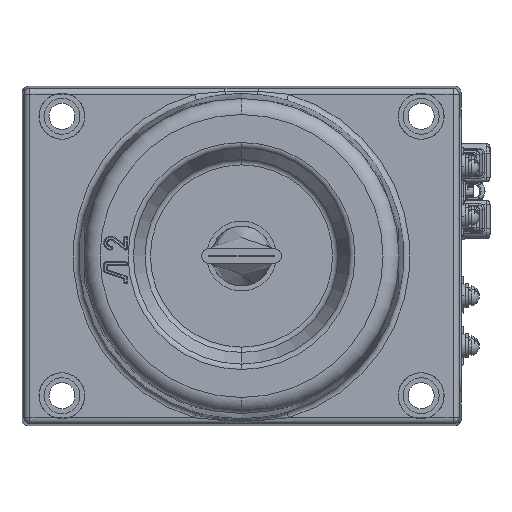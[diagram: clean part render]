
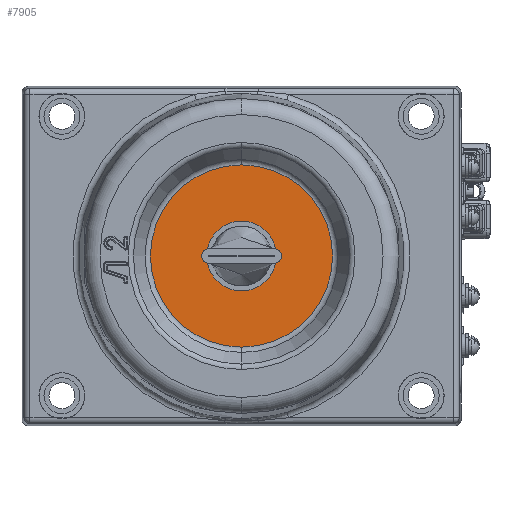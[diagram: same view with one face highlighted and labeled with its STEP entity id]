
A CAD part, left-side view. The second image highlights one B-rep face of the part: STEP entity #7905.
In plain terms, the highlighted planar face has unit normal (-1, 0, 0).
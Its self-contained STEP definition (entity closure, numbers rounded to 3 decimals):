
#707 = CARTESIAN_POINT ( 'NONE',  ( -130., 0., 0. ) ) ;
#708 = DIRECTION ( 'NONE',  ( -1., 0., 0. ) ) ;
#709 = DIRECTION ( 'NONE',  ( 0., 0., -1. ) ) ;
#710 = CARTESIAN_POINT ( 'NONE',  ( -130., 0., 0. ) ) ;
#712 = DIRECTION ( 'NONE',  ( -1., 0., 0. ) ) ;
#713 = DIRECTION ( 'NONE',  ( 0., 0., -1. ) ) ;
#717 = CARTESIAN_POINT ( 'NONE',  ( -130., 0., 0. ) ) ;
#718 = DIRECTION ( 'NONE',  ( -1., 0., 0. ) ) ;
#719 = DIRECTION ( 'NONE',  ( 0., 0., -1. ) ) ;
#1211 = CARTESIAN_POINT ( 'NONE',  ( -130., 0., -15. ) ) ;
#1212 = CARTESIAN_POINT ( 'NONE',  ( -130., 0., 15. ) ) ;
#1615 = CIRCLE ( 'NONE', #16339, 15. ) ;
#1617 = CIRCLE ( 'NONE', #16317, 15. ) ;
#1620 = CIRCLE ( 'NONE', #16343, 45.646 ) ;
#6514 = CIRCLE ( 'NONE', #16686, 45.646 ) ;
#7905 = ADVANCED_FACE ( 'NONE', ( #39659, #39664 ), #14346, .F. ) ;
#8368 = CARTESIAN_POINT ( 'NONE',  ( -130., 0., 0. ) ) ;
#8370 = DIRECTION ( 'NONE',  ( -1., 0., 0. ) ) ;
#8371 = DIRECTION ( 'NONE',  ( 0., 0., -1. ) ) ;
#14346 = PLANE ( 'NONE',  #15604 ) ;
#14347 = CARTESIAN_POINT ( 'NONE',  ( -130., 0., 47.5 ) ) ;
#14352 = DIRECTION ( 'NONE',  ( 1., 0., 0. ) ) ;
#14353 = DIRECTION ( 'NONE',  ( 0., 0., 1. ) ) ;
#15604 = AXIS2_PLACEMENT_3D ( 'NONE', #14347, #14352, #14353 ) ;
#16317 = AXIS2_PLACEMENT_3D ( 'NONE', #710, #712, #713 ) ;
#16339 = AXIS2_PLACEMENT_3D ( 'NONE', #707, #708, #709 ) ;
#16343 = AXIS2_PLACEMENT_3D ( 'NONE', #717, #718, #719 ) ;
#16686 = AXIS2_PLACEMENT_3D ( 'NONE', #8368, #8370, #8371 ) ;
#17226 = ORIENTED_EDGE ( 'NONE', *, *, #30015, .T. ) ;
#17227 = ORIENTED_EDGE ( 'NONE', *, *, #24585, .T. ) ;
#17228 = ORIENTED_EDGE ( 'NONE', *, *, #24583, .F. ) ;
#17229 = ORIENTED_EDGE ( 'NONE', *, *, #24582, .F. ) ;
#17575 = EDGE_LOOP ( 'NONE', ( #17226, #17227 ) ) ;
#17580 = EDGE_LOOP ( 'NONE', ( #17228, #17229 ) ) ;
#18297 = VERTEX_POINT ( 'NONE', #35308 ) ;
#18298 = VERTEX_POINT ( 'NONE', #35309 ) ;
#24582 = EDGE_CURVE ( 'NONE', #25022, #25021, #1615, .T. ) ;
#24583 = EDGE_CURVE ( 'NONE', #25021, #25022, #1617, .T. ) ;
#24585 = EDGE_CURVE ( 'NONE', #18297, #18298, #1620, .T. ) ;
#25021 = VERTEX_POINT ( 'NONE', #1211 ) ;
#25022 = VERTEX_POINT ( 'NONE', #1212 ) ;
#30015 = EDGE_CURVE ( 'NONE', #18298, #18297, #6514, .T. ) ;
#35308 = CARTESIAN_POINT ( 'NONE',  ( -130., 0., 45.646 ) ) ;
#35309 = CARTESIAN_POINT ( 'NONE',  ( -130., 0., -45.646 ) ) ;
#39659 = FACE_OUTER_BOUND ( 'NONE', #17575, .T. ) ;
#39664 = FACE_BOUND ( 'NONE', #17580, .T. ) ;
